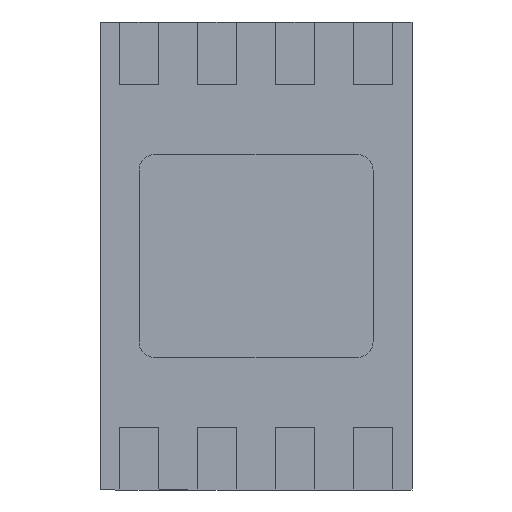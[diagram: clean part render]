
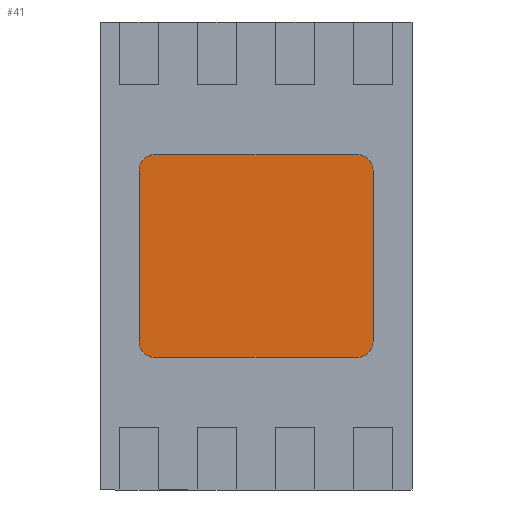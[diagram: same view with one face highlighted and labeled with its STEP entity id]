
A CAD part, front view. The second image highlights one B-rep face of the part: STEP entity #41.
In plain terms, the highlighted planar face has unit normal (0, -1, 0).
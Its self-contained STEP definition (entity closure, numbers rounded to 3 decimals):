
#41 = ADVANCED_FACE ( 'NONE', ( #3602 ), #191, .F. ) ;
#94 = EDGE_CURVE ( 'NONE', #3375, #2876, #2603, .T. ) ;
#112 = VERTEX_POINT ( 'NONE', #2221 ) ;
#178 = EDGE_CURVE ( 'NONE', #2876, #112, #1518, .T. ) ;
#191 = PLANE ( 'NONE',  #211 ) ;
#211 = AXIS2_PLACEMENT_3D ( 'NONE', #1309, #2805, #1232 ) ;
#245 = CARTESIAN_POINT ( 'NONE',  ( 0.75, 0., 0.55 ) ) ;
#418 = CIRCLE ( 'NONE', #3596, 0.1 ) ;
#481 = DIRECTION ( 'NONE',  ( 0., -1., 0. ) ) ;
#517 = CARTESIAN_POINT ( 'NONE',  ( -0.65, 0., 0.55 ) ) ;
#529 = VECTOR ( 'NONE', #2692, 1000. ) ;
#589 = DIRECTION ( 'NONE',  ( 0., -1., 0. ) ) ;
#668 = ORIENTED_EDGE ( 'NONE', *, *, #3363, .T. ) ;
#674 = CARTESIAN_POINT ( 'NONE',  ( 0.65, 0., 0.55 ) ) ;
#739 = CARTESIAN_POINT ( 'NONE',  ( -0.75, 0., 0.55 ) ) ;
#744 = AXIS2_PLACEMENT_3D ( 'NONE', #2512, #589, #953 ) ;
#752 = EDGE_CURVE ( 'NONE', #2718, #1884, #3887, .T. ) ;
#760 = ORIENTED_EDGE ( 'NONE', *, *, #1323, .T. ) ;
#803 = CARTESIAN_POINT ( 'NONE',  ( 0.65, 0., 0.65 ) ) ;
#953 = DIRECTION ( 'NONE',  ( 0., 0., -1. ) ) ;
#976 = ORIENTED_EDGE ( 'NONE', *, *, #1216, .T. ) ;
#982 = CARTESIAN_POINT ( 'NONE',  ( 0.65, 0., -0.65 ) ) ;
#1077 = CARTESIAN_POINT ( 'NONE',  ( -0.65, 0., -0.65 ) ) ;
#1144 = DIRECTION ( 'NONE',  ( 0., 0., 1. ) ) ;
#1166 = DIRECTION ( 'NONE',  ( 0., -1., 0. ) ) ;
#1193 = CARTESIAN_POINT ( 'NONE',  ( -0.65, 0., -0.55 ) ) ;
#1216 = EDGE_CURVE ( 'NONE', #112, #2914, #418, .T. ) ;
#1232 = DIRECTION ( 'NONE',  ( 0., 0., 1. ) ) ;
#1262 = VECTOR ( 'NONE', #2979, 1000. ) ;
#1290 = VERTEX_POINT ( 'NONE', #245 ) ;
#1309 = CARTESIAN_POINT ( 'NONE',  ( -0.65, 0., -0.55 ) ) ;
#1323 = EDGE_CURVE ( 'NONE', #1884, #1290, #3204, .T. ) ;
#1326 = VECTOR ( 'NONE', #3286, 1000. ) ;
#1518 = LINE ( 'NONE', #4059, #1716 ) ;
#1567 = CARTESIAN_POINT ( 'NONE',  ( 0.65, 0., -0.65 ) ) ;
#1576 = AXIS2_PLACEMENT_3D ( 'NONE', #674, #2296, #2934 ) ;
#1605 = LINE ( 'NONE', #3906, #1262 ) ;
#1661 = CARTESIAN_POINT ( 'NONE',  ( 0.75, 0., -0.55 ) ) ;
#1716 = VECTOR ( 'NONE', #2129, 1000. ) ;
#1884 = VERTEX_POINT ( 'NONE', #3981 ) ;
#1969 = AXIS2_PLACEMENT_3D ( 'NONE', #517, #1166, #2137 ) ;
#1972 = ORIENTED_EDGE ( 'NONE', *, *, #752, .T. ) ;
#2129 = DIRECTION ( 'NONE',  ( 0., 0., -1. ) ) ;
#2137 = DIRECTION ( 'NONE',  ( 0., 0., -1. ) ) ;
#2204 = EDGE_LOOP ( 'NONE', ( #976, #668, #1972, #760, #3159, #3345, #4033, #3712 ) ) ;
#2221 = CARTESIAN_POINT ( 'NONE',  ( -0.75, 0., -0.55 ) ) ;
#2296 = DIRECTION ( 'NONE',  ( 0., -1., 0. ) ) ;
#2399 = CIRCLE ( 'NONE', #1576, 0.1 ) ;
#2512 = CARTESIAN_POINT ( 'NONE',  ( 0.65, 0., -0.55 ) ) ;
#2603 = CIRCLE ( 'NONE', #1969, 0.1 ) ;
#2692 = DIRECTION ( 'NONE',  ( 1., 0., 0. ) ) ;
#2718 = VERTEX_POINT ( 'NONE', #982 ) ;
#2805 = DIRECTION ( 'NONE',  ( 0., 1., 0. ) ) ;
#2870 = EDGE_CURVE ( 'NONE', #3033, #3375, #1605, .T. ) ;
#2876 = VERTEX_POINT ( 'NONE', #739 ) ;
#2914 = VERTEX_POINT ( 'NONE', #1077 ) ;
#2934 = DIRECTION ( 'NONE',  ( 0., 0., -1. ) ) ;
#2979 = DIRECTION ( 'NONE',  ( -1., 0., 0. ) ) ;
#3033 = VERTEX_POINT ( 'NONE', #803 ) ;
#3159 = ORIENTED_EDGE ( 'NONE', *, *, #3309, .T. ) ;
#3204 = LINE ( 'NONE', #1661, #1326 ) ;
#3268 = LINE ( 'NONE', #1567, #529 ) ;
#3286 = DIRECTION ( 'NONE',  ( 0., 0., 1. ) ) ;
#3309 = EDGE_CURVE ( 'NONE', #1290, #3033, #2399, .T. ) ;
#3345 = ORIENTED_EDGE ( 'NONE', *, *, #2870, .T. ) ;
#3363 = EDGE_CURVE ( 'NONE', #2914, #2718, #3268, .T. ) ;
#3375 = VERTEX_POINT ( 'NONE', #3601 ) ;
#3596 = AXIS2_PLACEMENT_3D ( 'NONE', #1193, #481, #1144 ) ;
#3601 = CARTESIAN_POINT ( 'NONE',  ( -0.65, 0., 0.65 ) ) ;
#3602 = FACE_OUTER_BOUND ( 'NONE', #2204, .T. ) ;
#3712 = ORIENTED_EDGE ( 'NONE', *, *, #178, .T. ) ;
#3887 = CIRCLE ( 'NONE', #744, 0.1 ) ;
#3906 = CARTESIAN_POINT ( 'NONE',  ( 0.65, 0., 0.65 ) ) ;
#3981 = CARTESIAN_POINT ( 'NONE',  ( 0.75, 0., -0.55 ) ) ;
#4033 = ORIENTED_EDGE ( 'NONE', *, *, #94, .T. ) ;
#4059 = CARTESIAN_POINT ( 'NONE',  ( -0.75, 0., -0.55 ) ) ;
